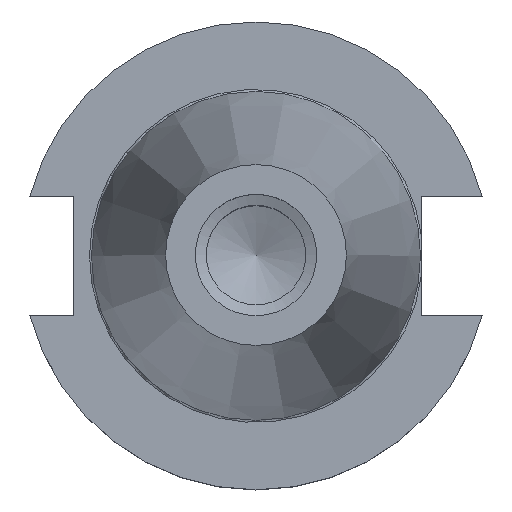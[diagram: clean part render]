
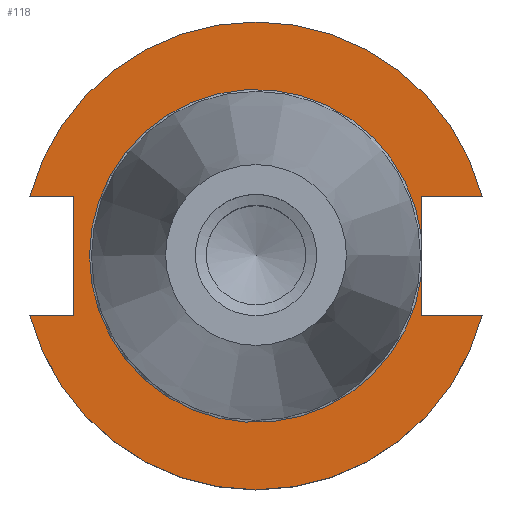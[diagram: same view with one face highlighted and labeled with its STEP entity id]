
A CAD part, top view. The second image highlights one B-rep face of the part: STEP entity #118.
In plain terms, the highlighted planar face has unit normal (0, 0, 1).
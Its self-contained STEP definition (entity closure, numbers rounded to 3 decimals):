
#86=CIRCLE('',#601,31.75);
#88=CIRCLE('',#604,31.75);
#92=CIRCLE('',#610,22.6);
#118=ADVANCED_FACE('',(#166),#149,.F.);
#149=PLANE('',#611);
#166=FACE_OUTER_BOUND('',#188,.T.);
#188=EDGE_LOOP('',(#245,#246,#247,#248,#249,#250,#251,#252,#253,#254));
#245=ORIENTED_EDGE('',*,*,#447,.F.);
#246=ORIENTED_EDGE('',*,*,#431,.F.);
#247=ORIENTED_EDGE('',*,*,#448,.T.);
#248=ORIENTED_EDGE('',*,*,#436,.T.);
#249=ORIENTED_EDGE('',*,*,#449,.F.);
#250=ORIENTED_EDGE('',*,*,#450,.T.);
#251=ORIENTED_EDGE('',*,*,#451,.T.);
#252=ORIENTED_EDGE('',*,*,#452,.T.);
#253=ORIENTED_EDGE('',*,*,#453,.T.);
#254=ORIENTED_EDGE('',*,*,#440,.F.);
#377=VERTEX_POINT('',#836);
#378=VERTEX_POINT('',#837);
#382=VERTEX_POINT('',#846);
#383=VERTEX_POINT('',#848);
#385=VERTEX_POINT('',#854);
#387=VERTEX_POINT('',#857);
#393=VERTEX_POINT('',#874);
#394=VERTEX_POINT('',#876);
#395=VERTEX_POINT('',#878);
#396=VERTEX_POINT('',#880);
#431=EDGE_CURVE('',#377,#378,#505,.T.);
#436=EDGE_CURVE('',#383,#382,#86,.T.);
#440=EDGE_CURVE('',#385,#387,#88,.T.);
#447=EDGE_CURVE('',#378,#385,#515,.T.);
#448=EDGE_CURVE('',#377,#383,#516,.T.);
#449=EDGE_CURVE('',#393,#382,#517,.T.);
#450=EDGE_CURVE('',#393,#394,#518,.T.);
#451=EDGE_CURVE('',#394,#395,#92,.T.);
#452=EDGE_CURVE('',#395,#396,#519,.T.);
#453=EDGE_CURVE('',#396,#387,#520,.T.);
#505=LINE('',#835,#542);
#515=LINE('',#871,#552);
#516=LINE('',#872,#553);
#517=LINE('',#873,#554);
#518=LINE('',#875,#555);
#519=LINE('',#879,#556);
#520=LINE('',#881,#557);
#542=VECTOR('',#670,1.);
#552=VECTOR('',#700,1.);
#553=VECTOR('',#701,1.);
#554=VECTOR('',#702,1.);
#555=VECTOR('',#703,1.);
#556=VECTOR('',#706,1.);
#557=VECTOR('',#707,1.);
#601=AXIS2_PLACEMENT_3D('',#847,#677,#678);
#604=AXIS2_PLACEMENT_3D('',#856,#685,#686);
#610=AXIS2_PLACEMENT_3D('',#877,#704,#705);
#611=AXIS2_PLACEMENT_3D('',#882,#708,#709);
#670=DIRECTION('',(0.,1.,0.));
#677=DIRECTION('',(0.,0.,1.));
#678=DIRECTION('',(-1.,0.,0.));
#685=DIRECTION('',(0.,0.,-1.));
#686=DIRECTION('',(-1.,0.,0.));
#700=DIRECTION('',(-1.,0.,0.));
#701=DIRECTION('',(-1.,0.,0.));
#702=DIRECTION('',(1.,0.,0.));
#703=DIRECTION('',(0.,1.,0.));
#704=DIRECTION('',(0.,0.,-1.));
#705=DIRECTION('',(-1.,0.,0.));
#706=DIRECTION('',(0.,1.,0.));
#707=DIRECTION('',(1.,0.,0.));
#708=DIRECTION('',(0.,0.,-1.));
#709=DIRECTION('',(-1.,0.,0.));
#835=CARTESIAN_POINT('',(-24.82,22.,-3.18));
#836=CARTESIAN_POINT('',(-24.82,-8.095,-3.18));
#837=CARTESIAN_POINT('',(-24.82,8.095,-3.18));
#846=CARTESIAN_POINT('',(30.701,-8.095,-3.18));
#847=CARTESIAN_POINT('',(0.,0.,-3.18));
#848=CARTESIAN_POINT('',(-30.701,-8.095,-3.18));
#854=CARTESIAN_POINT('',(-30.701,8.095,-3.18));
#856=CARTESIAN_POINT('',(0.,0.,-3.18));
#857=CARTESIAN_POINT('',(30.701,8.095,-3.18));
#871=CARTESIAN_POINT('',(0.,8.095,-3.18));
#872=CARTESIAN_POINT('',(-41.75,-8.095,-3.18));
#873=CARTESIAN_POINT('',(0.,-8.095,-3.18));
#874=CARTESIAN_POINT('',(22.42,-8.095,-3.18));
#875=CARTESIAN_POINT('',(22.42,22.,-3.18));
#876=CARTESIAN_POINT('',(22.42,-2.847,-3.18));
#877=CARTESIAN_POINT('',(0.,0.,-3.18));
#878=CARTESIAN_POINT('',(22.42,2.847,-3.18));
#879=CARTESIAN_POINT('',(22.42,22.,-3.18));
#880=CARTESIAN_POINT('',(22.42,8.095,-3.18));
#881=CARTESIAN_POINT('',(41.75,8.095,-3.18));
#882=CARTESIAN_POINT('',(0.,22.,-3.18));
